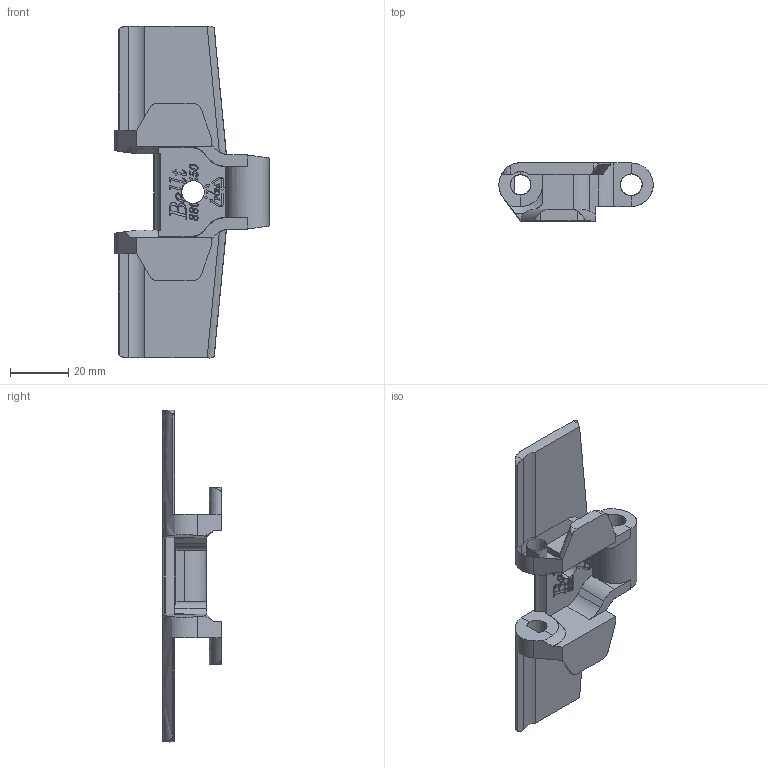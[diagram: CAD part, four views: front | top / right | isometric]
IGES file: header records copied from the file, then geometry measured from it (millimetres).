
Start section: SolidWorks IGES file using analytic representation for surfaces
Global section: file name: Bellt - 011024 - Bflex 880T K450 R500.IGS; native system: SolidWorks 2024; preprocessor: SolidWorks 2024; author: User; date: 250919.140334; units: millimetre
Bounding box: 53.1 x 20 x 114.3 mm (x, y, z)
Surface area: 13839.3 mm2 (no closed solid volume)
Topology: 0 solids, 0 shells, 418 faces, 5580 edges, 5580 vertices
Faces by surface type: bspline 359, revolution 59
